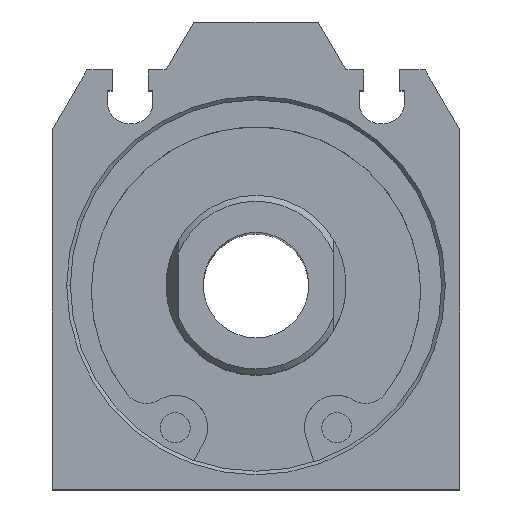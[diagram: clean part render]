
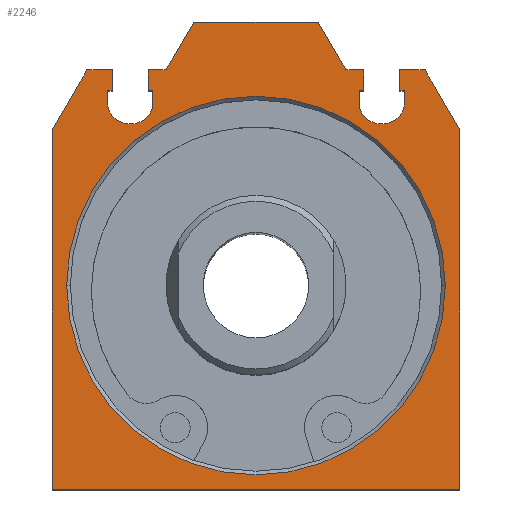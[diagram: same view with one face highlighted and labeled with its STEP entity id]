
A CAD part, top view. The second image highlights one B-rep face of the part: STEP entity #2246.
In plain terms, the highlighted planar face has unit normal (0, 0, 1).
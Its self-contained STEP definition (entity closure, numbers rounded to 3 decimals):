
#1=DIRECTION('',(0.5,-0.866,0.));
#2=VECTOR('',#1,5.774);
#3=CARTESIAN_POINT('',(14.113,18.,0.));
#4=LINE('',#3,#2);
#5=DIRECTION('',(0.,-1.,0.));
#6=VECTOR('',#5,30.);
#7=CARTESIAN_POINT('',(17.,13.,0.));
#8=LINE('',#7,#6);
#9=DIRECTION('',(-1.,0.,0.));
#10=VECTOR('',#9,34.);
#11=CARTESIAN_POINT('',(17.,-17.,0.));
#12=LINE('',#11,#10);
#13=DIRECTION('',(0.,1.,0.));
#14=VECTOR('',#13,30.);
#15=CARTESIAN_POINT('',(-17.,-17.,0.));
#16=LINE('',#15,#14);
#17=DIRECTION('',(0.5,0.866,0.));
#18=VECTOR('',#17,5.774);
#19=CARTESIAN_POINT('',(-17.,13.,0.));
#20=LINE('',#19,#18);
#21=DIRECTION('',(1.,0.,0.));
#22=VECTOR('',#21,2.113);
#23=CARTESIAN_POINT('',(-14.113,18.,0.));
#24=LINE('',#23,#22);
#25=DIRECTION('',(0.,-1.,0.));
#26=VECTOR('',#25,1.7);
#27=CARTESIAN_POINT('',(-12.,18.,0.));
#28=LINE('',#27,#26);
#29=DIRECTION('',(-1.,0.,0.));
#30=VECTOR('',#29,0.4);
#31=CARTESIAN_POINT('',(-12.,16.3,0.));
#32=LINE('',#31,#30);
#33=DIRECTION('',(0.,-1.,0.));
#34=VECTOR('',#33,1.);
#35=CARTESIAN_POINT('',(-12.4,16.3,0.));
#36=LINE('',#35,#34);
#37=CARTESIAN_POINT('',(-10.6,15.3,0.));
#38=DIRECTION('',(0.,0.,1.));
#39=DIRECTION('',(-1.,0.,0.));
#40=AXIS2_PLACEMENT_3D('',#37,#38,#39);
#42=DIRECTION('',(1.,0.,0.));
#43=VECTOR('',#42,0.2);
#44=CARTESIAN_POINT('',(-10.6,13.5,0.));
#45=LINE('',#44,#43);
#46=CARTESIAN_POINT('',(-10.4,15.3,0.));
#47=DIRECTION('',(0.,0.,1.));
#48=DIRECTION('',(0.,-1.,0.));
#49=AXIS2_PLACEMENT_3D('',#46,#47,#48);
#51=DIRECTION('',(0.,1.,0.));
#52=VECTOR('',#51,1.);
#53=CARTESIAN_POINT('',(-8.6,15.3,0.));
#54=LINE('',#53,#52);
#55=DIRECTION('',(-1.,0.,0.));
#56=VECTOR('',#55,0.4);
#57=CARTESIAN_POINT('',(-8.6,16.3,0.));
#58=LINE('',#57,#56);
#59=DIRECTION('',(0.,1.,0.));
#60=VECTOR('',#59,1.7);
#61=CARTESIAN_POINT('',(-9.,16.3,0.));
#62=LINE('',#61,#60);
#63=DIRECTION('',(1.,0.,0.));
#64=VECTOR('',#63,1.5);
#65=CARTESIAN_POINT('',(-9.,18.,0.));
#66=LINE('',#65,#64);
#67=DIRECTION('',(0.5,0.866,0.));
#68=VECTOR('',#67,4.619);
#69=CARTESIAN_POINT('',(-7.5,18.,0.));
#70=LINE('',#69,#68);
#71=DIRECTION('',(0.5,-0.866,0.));
#72=VECTOR('',#71,4.619);
#73=CARTESIAN_POINT('',(5.191,22.,0.));
#74=LINE('',#73,#72);
#75=DIRECTION('',(1.,0.,0.));
#76=VECTOR('',#75,1.5);
#77=CARTESIAN_POINT('',(7.5,18.,0.));
#78=LINE('',#77,#76);
#79=CARTESIAN_POINT('',(10.4,15.3,0.));
#80=DIRECTION('',(0.,0.,1.));
#81=DIRECTION('',(-1.,0.,0.));
#82=AXIS2_PLACEMENT_3D('',#79,#80,#81);
#84=CARTESIAN_POINT('',(10.6,15.3,0.));
#85=DIRECTION('',(0.,0.,1.));
#86=DIRECTION('',(0.,-1.,0.));
#87=AXIS2_PLACEMENT_3D('',#84,#85,#86);
#89=DIRECTION('',(1.,0.,0.));
#90=VECTOR('',#89,2.113);
#91=CARTESIAN_POINT('',(12.,18.,0.));
#92=LINE('',#91,#90);
#93=CARTESIAN_POINT('',(0.,0.,
0.));
#94=DIRECTION('',(0.,0.,1.));
#95=DIRECTION('',(-1.,0.,0.));
#96=AXIS2_PLACEMENT_3D('',#93,#94,#95);
#98=CARTESIAN_POINT('',(0.,0.,
0.));
#99=DIRECTION('',(0.,0.,1.));
#100=DIRECTION('',(0.,-1.,0.));
#101=AXIS2_PLACEMENT_3D('',#98,#99,#100);
#103=CARTESIAN_POINT('',(0.,0.,
0.));
#104=DIRECTION('',(0.,0.,1.));
#105=DIRECTION('',(1.,0.,0.));
#106=AXIS2_PLACEMENT_3D('',#103,#104,#105);
#108=CARTESIAN_POINT('',(0.,0.,
0.));
#109=DIRECTION('',(0.,0.,1.));
#110=DIRECTION('',(0.,1.,0.));
#111=AXIS2_PLACEMENT_3D('',#108,#109,#110);
#203=DIRECTION('',(0.,-1.,0.));
#204=VECTOR('',#203,1.7);
#205=CARTESIAN_POINT('',(12.,18.,0.));
#206=LINE('',#205,#204);
#207=DIRECTION('',(1.,0.,0.));
#208=VECTOR('',#207,0.4);
#209=CARTESIAN_POINT('',(12.,16.3,0.));
#210=LINE('',#209,#208);
#215=DIRECTION('',(0.,-1.,0.));
#216=VECTOR('',#215,1.);
#217=CARTESIAN_POINT('',(12.4,16.3,0.));
#218=LINE('',#217,#216);
#231=DIRECTION('',(-1.,0.,0.));
#232=VECTOR('',#231,0.2);
#233=CARTESIAN_POINT('',(10.6,13.5,0.));
#234=LINE('',#233,#232);
#243=DIRECTION('',(0.,1.,0.));
#244=VECTOR('',#243,1.);
#245=CARTESIAN_POINT('',(8.6,15.3,0.));
#246=LINE('',#245,#244);
#247=DIRECTION('',(1.,0.,0.));
#248=VECTOR('',#247,0.4);
#249=CARTESIAN_POINT('',(8.6,16.3,0.));
#250=LINE('',#249,#248);
#255=DIRECTION('',(0.,1.,0.));
#256=VECTOR('',#255,1.7);
#257=CARTESIAN_POINT('',(9.,16.3,0.));
#258=LINE('',#257,#256);
#287=DIRECTION('',(-1.,0.,0.));
#288=VECTOR('',#287,10.381);
#289=CARTESIAN_POINT('',(5.191,22.,0.));
#290=LINE('',#289,#288);
#1696=CARTESIAN_POINT('',(14.113,18.,0.));
#1697=CARTESIAN_POINT('',(17.,13.,0.));
#1698=VERTEX_POINT('',#1696);
#1699=VERTEX_POINT('',#1697);
#1700=CARTESIAN_POINT('',(17.,-17.,0.));
#1701=VERTEX_POINT('',#1700);
#1702=CARTESIAN_POINT('',(-17.,-17.,0.));
#1703=VERTEX_POINT('',#1702);
#1704=CARTESIAN_POINT('',(-17.,13.,0.));
#1705=VERTEX_POINT('',#1704);
#1706=CARTESIAN_POINT('',(-14.113,18.,0.));
#1707=VERTEX_POINT('',#1706);
#1708=CARTESIAN_POINT('',(-12.,18.,0.));
#1709=VERTEX_POINT('',#1708);
#1710=CARTESIAN_POINT('',(-12.,16.3,0.));
#1711=VERTEX_POINT('',#1710);
#1712=CARTESIAN_POINT('',(-12.4,16.3,0.));
#1713=VERTEX_POINT('',#1712);
#1714=CARTESIAN_POINT('',(-12.4,15.3,0.));
#1715=VERTEX_POINT('',#1714);
#1716=CARTESIAN_POINT('',(-10.6,13.5,0.));
#1717=VERTEX_POINT('',#1716);
#1718=CARTESIAN_POINT('',(-10.4,13.5,0.));
#1719=VERTEX_POINT('',#1718);
#1720=CARTESIAN_POINT('',(-8.6,15.3,0.));
#1721=VERTEX_POINT('',#1720);
#1722=CARTESIAN_POINT('',(-8.6,16.3,0.));
#1723=VERTEX_POINT('',#1722);
#1724=CARTESIAN_POINT('',(-9.,16.3,0.));
#1725=VERTEX_POINT('',#1724);
#1726=CARTESIAN_POINT('',(-9.,18.,0.));
#1727=VERTEX_POINT('',#1726);
#1728=CARTESIAN_POINT('',(-7.5,18.,0.));
#1729=VERTEX_POINT('',#1728);
#1730=CARTESIAN_POINT('',(-5.191,22.,0.));
#1731=VERTEX_POINT('',#1730);
#1732=CARTESIAN_POINT('',(5.191,22.,0.));
#1733=VERTEX_POINT('',#1732);
#1734=CARTESIAN_POINT('',(7.5,18.,0.));
#1735=VERTEX_POINT('',#1734);
#1736=CARTESIAN_POINT('',(9.,18.,0.));
#1737=VERTEX_POINT('',#1736);
#1738=CARTESIAN_POINT('',(9.,16.3,0.));
#1739=VERTEX_POINT('',#1738);
#1740=CARTESIAN_POINT('',(8.6,16.3,0.));
#1741=VERTEX_POINT('',#1740);
#1742=CARTESIAN_POINT('',(8.6,15.3,0.));
#1743=VERTEX_POINT('',#1742);
#1744=CARTESIAN_POINT('',(10.4,13.5,0.));
#1745=VERTEX_POINT('',#1744);
#1746=CARTESIAN_POINT('',(10.6,13.5,0.));
#1747=VERTEX_POINT('',#1746);
#1748=CARTESIAN_POINT('',(12.4,15.3,0.));
#1749=VERTEX_POINT('',#1748);
#1750=CARTESIAN_POINT('',(12.4,16.3,0.));
#1751=VERTEX_POINT('',#1750);
#1752=CARTESIAN_POINT('',(12.,16.3,0.));
#1753=VERTEX_POINT('',#1752);
#1754=CARTESIAN_POINT('',(12.,18.,0.));
#1755=VERTEX_POINT('',#1754);
#1756=CARTESIAN_POINT('',(0.,-15.8,
0.));
#1757=CARTESIAN_POINT('',(15.8,0.,
0.));
#1758=VERTEX_POINT('',#1756);
#1759=VERTEX_POINT('',#1757);
#1760=CARTESIAN_POINT('',(-15.8,0.,
0.));
#1761=VERTEX_POINT('',#1760);
#1762=CARTESIAN_POINT('',(0.,15.8,
0.));
#1763=VERTEX_POINT('',#1762);
#2169=CARTESIAN_POINT('',(0.,0.,0.));
#2170=DIRECTION('',(0.,0.,1.));
#2171=DIRECTION('',(1.,0.,0.));
#2172=AXIS2_PLACEMENT_3D('',#2169,#2170,#2171);
#2173=PLANE('',#2172);
#2175=ORIENTED_EDGE('',*,*,#2174,.T.);
#2177=ORIENTED_EDGE('',*,*,#2176,.T.);
#2179=ORIENTED_EDGE('',*,*,#2178,.T.);
#2181=ORIENTED_EDGE('',*,*,#2180,.T.);
#2183=ORIENTED_EDGE('',*,*,#2182,.T.);
#2185=ORIENTED_EDGE('',*,*,#2184,.T.);
#2187=ORIENTED_EDGE('',*,*,#2186,.T.);
#2189=ORIENTED_EDGE('',*,*,#2188,.T.);
#2191=ORIENTED_EDGE('',*,*,#2190,.T.);
#2193=ORIENTED_EDGE('',*,*,#2192,.T.);
#2195=ORIENTED_EDGE('',*,*,#2194,.T.);
#2197=ORIENTED_EDGE('',*,*,#2196,.T.);
#2199=ORIENTED_EDGE('',*,*,#2198,.T.);
#2201=ORIENTED_EDGE('',*,*,#2200,.T.);
#2203=ORIENTED_EDGE('',*,*,#2202,.T.);
#2205=ORIENTED_EDGE('',*,*,#2204,.T.);
#2207=ORIENTED_EDGE('',*,*,#2206,.T.);
#2209=ORIENTED_EDGE('',*,*,#2208,.F.);
#2211=ORIENTED_EDGE('',*,*,#2210,.T.);
#2213=ORIENTED_EDGE('',*,*,#2212,.T.);
#2215=ORIENTED_EDGE('',*,*,#2214,.F.);
#2217=ORIENTED_EDGE('',*,*,#2216,.F.);
#2219=ORIENTED_EDGE('',*,*,#2218,.F.);
#2221=ORIENTED_EDGE('',*,*,#2220,.T.);
#2223=ORIENTED_EDGE('',*,*,#2222,.F.);
#2225=ORIENTED_EDGE('',*,*,#2224,.T.);
#2227=ORIENTED_EDGE('',*,*,#2226,.F.);
#2229=ORIENTED_EDGE('',*,*,#2228,.F.);
#2231=ORIENTED_EDGE('',*,*,#2230,.F.);
#2233=ORIENTED_EDGE('',*,*,#2232,.T.);
#2234=EDGE_LOOP('',(#2175,#2177,#2179,#2181,#2183,#2185,#2187,#2189,#2191,#2193,
#2195,#2197,#2199,#2201,#2203,#2205,#2207,#2209,#2211,#2213,#2215,#2217,#2219,
#2221,#2223,#2225,#2227,#2229,#2231,#2233));
#2235=FACE_OUTER_BOUND('',#2234,.F.);
#2237=ORIENTED_EDGE('',*,*,#2236,.T.);
#2239=ORIENTED_EDGE('',*,*,#2238,.T.);
#2241=ORIENTED_EDGE('',*,*,#2240,.T.);
#2243=ORIENTED_EDGE('',*,*,#2242,.T.);
#2244=EDGE_LOOP('',(#2237,#2239,#2241,#2243));
#2245=FACE_BOUND('',#2244,.F.);
#2246=ADVANCED_FACE('',(#2235,#2245),#2173,.T.);
#41=CIRCLE('',#40,1.8);
#50=CIRCLE('',#49,1.8);
#83=CIRCLE('',#82,1.8);
#88=CIRCLE('',#87,1.8);
#97=CIRCLE('',#96,15.8);
#102=CIRCLE('',#101,15.8);
#107=CIRCLE('',#106,15.8);
#112=CIRCLE('',#111,15.8);
#2174=EDGE_CURVE('',#1698,#1699,#4,.T.);
#2176=EDGE_CURVE('',#1699,#1701,#8,.T.);
#2178=EDGE_CURVE('',#1701,#1703,#12,.T.);
#2180=EDGE_CURVE('',#1703,#1705,#16,.T.);
#2182=EDGE_CURVE('',#1705,#1707,#20,.T.);
#2184=EDGE_CURVE('',#1707,#1709,#24,.T.);
#2186=EDGE_CURVE('',#1709,#1711,#28,.T.);
#2188=EDGE_CURVE('',#1711,#1713,#32,.T.);
#2190=EDGE_CURVE('',#1713,#1715,#36,.T.);
#2192=EDGE_CURVE('',#1715,#1717,#41,.T.);
#2194=EDGE_CURVE('',#1717,#1719,#45,.T.);
#2196=EDGE_CURVE('',#1719,#1721,#50,.T.);
#2198=EDGE_CURVE('',#1721,#1723,#54,.T.);
#2200=EDGE_CURVE('',#1723,#1725,#58,.T.);
#2202=EDGE_CURVE('',#1725,#1727,#62,.T.);
#2204=EDGE_CURVE('',#1727,#1729,#66,.T.);
#2206=EDGE_CURVE('',#1729,#1731,#70,.T.);
#2208=EDGE_CURVE('',#1733,#1731,#290,.T.);
#2210=EDGE_CURVE('',#1733,#1735,#74,.T.);
#2212=EDGE_CURVE('',#1735,#1737,#78,.T.);
#2214=EDGE_CURVE('',#1739,#1737,#258,.T.);
#2216=EDGE_CURVE('',#1741,#1739,#250,.T.);
#2218=EDGE_CURVE('',#1743,#1741,#246,.T.);
#2220=EDGE_CURVE('',#1743,#1745,#83,.T.);
#2222=EDGE_CURVE('',#1747,#1745,#234,.T.);
#2224=EDGE_CURVE('',#1747,#1749,#88,.T.);
#2226=EDGE_CURVE('',#1751,#1749,#218,.T.);
#2228=EDGE_CURVE('',#1753,#1751,#210,.T.);
#2230=EDGE_CURVE('',#1755,#1753,#206,.T.);
#2232=EDGE_CURVE('',#1755,#1698,#92,.T.);
#2236=EDGE_CURVE('',#1761,#1758,#97,.T.);
#2238=EDGE_CURVE('',#1758,#1759,#102,.T.);
#2240=EDGE_CURVE('',#1759,#1763,#107,.T.);
#2242=EDGE_CURVE('',#1763,#1761,#112,.T.);
